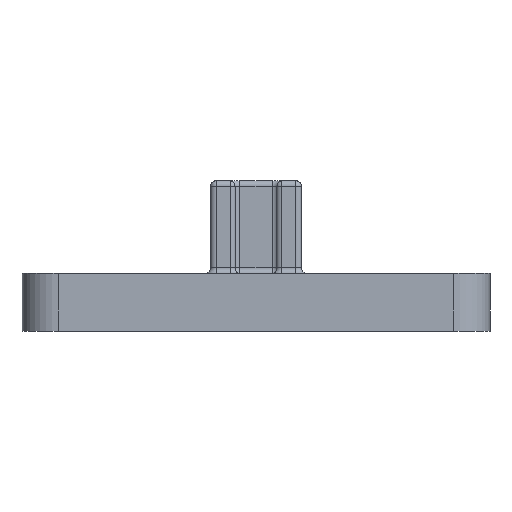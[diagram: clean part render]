
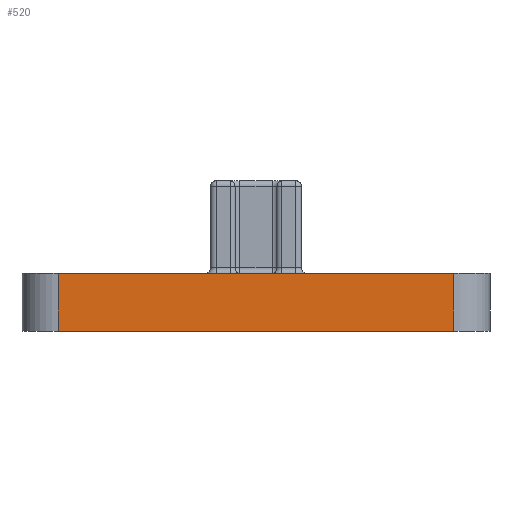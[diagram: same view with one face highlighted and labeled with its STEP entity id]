
A CAD part, front view. The second image highlights one B-rep face of the part: STEP entity #520.
In plain terms, the highlighted planar face has unit normal (0, -1, 0).
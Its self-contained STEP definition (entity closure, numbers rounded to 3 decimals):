
#308=CARTESIAN_POINT('',(-6.825,-13.075,2.));
#309=VERTEX_POINT('',#308);
#310=CARTESIAN_POINT('',(6.825,-13.075,2.));
#311=VERTEX_POINT('',#310);
#312=CARTESIAN_POINT('',(-6.825,-13.075,2.));
#313=DIRECTION('',(1.,-0.,-0.));
#314=VECTOR('',#313,13.65);
#315=LINE('',#312,#314);
#316=EDGE_CURVE('',#309,#311,#315,.T.);
#394=CARTESIAN_POINT('',(6.825,-13.075,-0.));
#395=VERTEX_POINT('',#394);
#403=CARTESIAN_POINT('',(-6.825,-13.075,-0.));
#404=VERTEX_POINT('',#403);
#405=CARTESIAN_POINT('',(-6.825,-13.075,-0.));
#406=DIRECTION('',(1.,-0.,-0.));
#407=VECTOR('',#406,13.65);
#408=LINE('',#405,#407);
#409=EDGE_CURVE('',#404,#395,#408,.T.);
#499=CARTESIAN_POINT('',(6.475,-13.075,3.5));
#500=DIRECTION('',(-0.,-1.,-0.));
#501=DIRECTION('',(-1.,0.,0.));
#502=AXIS2_PLACEMENT_3D('',#499,#500,#501);
#503=PLANE('',#502);
#504=ORIENTED_EDGE('',*,*,#409,.T.);
#505=CARTESIAN_POINT('',(6.825,-13.075,-0.));
#506=DIRECTION('',(-0.,-0.,1.));
#507=VECTOR('',#506,2.);
#508=LINE('',#505,#507);
#509=EDGE_CURVE('',#395,#311,#508,.T.);
#510=ORIENTED_EDGE('',*,*,#509,.T.);
#511=ORIENTED_EDGE('',*,*,#316,.F.);
#512=CARTESIAN_POINT('',(-6.825,-13.075,2.));
#513=DIRECTION('',(0.,0.,-1.));
#514=VECTOR('',#513,2.);
#515=LINE('',#512,#514);
#516=EDGE_CURVE('',#309,#404,#515,.T.);
#517=ORIENTED_EDGE('',*,*,#516,.T.);
#518=EDGE_LOOP('',(#504,#510,#511,#517));
#519=FACE_BOUND('',#518,.T.);
#520=ADVANCED_FACE('',(#519),#503,.T.);
